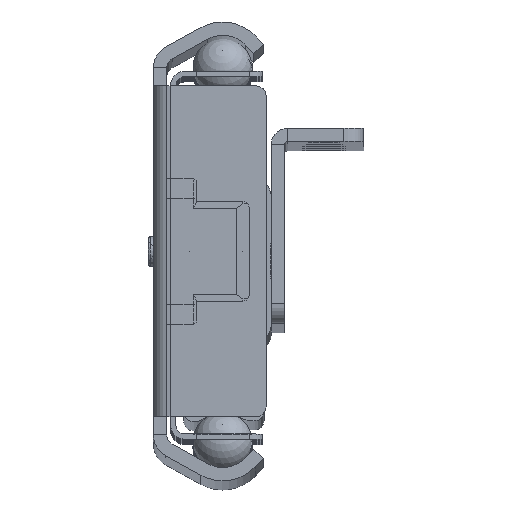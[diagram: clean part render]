
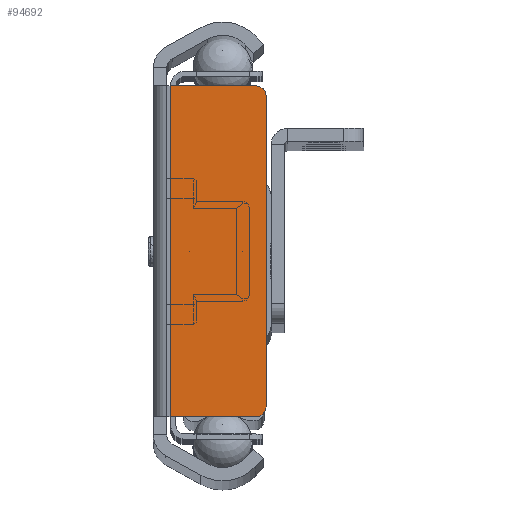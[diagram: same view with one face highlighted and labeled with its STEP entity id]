
A CAD part, top view. The second image highlights one B-rep face of the part: STEP entity #94692.
In plain terms, the highlighted planar face has unit normal (0, 0, 1).
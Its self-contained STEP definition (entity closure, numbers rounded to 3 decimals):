
#2288=PLANE('',#100251);
#6909=FACE_OUTER_BOUND('',#11711,.T.);
#11711=EDGE_LOOP('',(#63923,#63924,#63925,#63926,#63927,#63928));
#16948=LINE('',#141688,#25121);
#16954=LINE('',#141704,#25127);
#16975=LINE('',#141758,#25148);
#16976=LINE('',#141762,#25149);
#25121=VECTOR('',#111707,10.);
#25127=VECTOR('',#111723,10.);
#25148=VECTOR('',#111768,10.);
#25149=VECTOR('',#111775,1.38);
#33255=CIRCLE('',#100224,1.5);
#33258=CIRCLE('',#100230,1.5);
#38416=VERTEX_POINT('',#141675);
#38417=VERTEX_POINT('',#141676);
#38421=VERTEX_POINT('',#141686);
#38425=VERTEX_POINT('',#141698);
#38426=VERTEX_POINT('',#141702);
#38447=VERTEX_POINT('',#141757);
#48441=EDGE_CURVE('',#38416,#38417,#33255,.T.);
#48447=EDGE_CURVE('',#38421,#38416,#16948,.T.);
#48452=EDGE_CURVE('',#38425,#38421,#33258,.T.);
#48455=EDGE_CURVE('',#38426,#38425,#16954,.T.);
#48480=EDGE_CURVE('',#38426,#38447,#16975,.T.);
#48483=EDGE_CURVE('',#38417,#38447,#16976,.T.);
#63923=ORIENTED_EDGE('',*,*,#48441,.F.);
#63924=ORIENTED_EDGE('',*,*,#48447,.F.);
#63925=ORIENTED_EDGE('',*,*,#48452,.F.);
#63926=ORIENTED_EDGE('',*,*,#48455,.F.);
#63927=ORIENTED_EDGE('',*,*,#48480,.T.);
#63928=ORIENTED_EDGE('',*,*,#48483,.F.);
#94692=ADVANCED_FACE('',(#6909),#2288,.F.);
#100224=AXIS2_PLACEMENT_3D('',#141677,#111697,#111698);
#100230=AXIS2_PLACEMENT_3D('',#141699,#111717,#111718);
#100251=AXIS2_PLACEMENT_3D('',#141772,#111787,#111788);
#111697=DIRECTION('center_axis',(0.,0.,
-1.));
#111698=DIRECTION('ref_axis',(0.707,-0.707,0.));
#111707=DIRECTION('',(0.,-1.,0.));
#111717=DIRECTION('center_axis',(0.,0.,
-1.));
#111718=DIRECTION('ref_axis',(0.707,0.707,0.));
#111723=DIRECTION('',(1.,0.,0.));
#111768=DIRECTION('',(0.,-1.,0.));
#111775=DIRECTION('',(-1.,0.,0.));
#111787=DIRECTION('center_axis',(0.,0.,
-1.));
#111788=DIRECTION('ref_axis',(0.,1.,0.));
#141675=CARTESIAN_POINT('',(6.55,-23.5,800.));
#141676=CARTESIAN_POINT('',(5.05,-25.,800.));
#141677=CARTESIAN_POINT('Origin',(5.05,-23.5,800.));
#141686=CARTESIAN_POINT('',(6.55,23.5,800.));
#141688=CARTESIAN_POINT('',(6.55,25.,800.));
#141698=CARTESIAN_POINT('',(5.05,25.,800.));
#141699=CARTESIAN_POINT('Origin',(5.05,23.5,800.));
#141702=CARTESIAN_POINT('',(-7.95,25.,800.));
#141704=CARTESIAN_POINT('',(-7.95,25.,800.));
#141757=CARTESIAN_POINT('',(-7.95,-25.,800.));
#141758=CARTESIAN_POINT('',(-7.95,0.,800.));
#141762=CARTESIAN_POINT('',(-12.286,-25.,800.));
#141772=CARTESIAN_POINT('Origin',(-7.95,-25.,800.));
